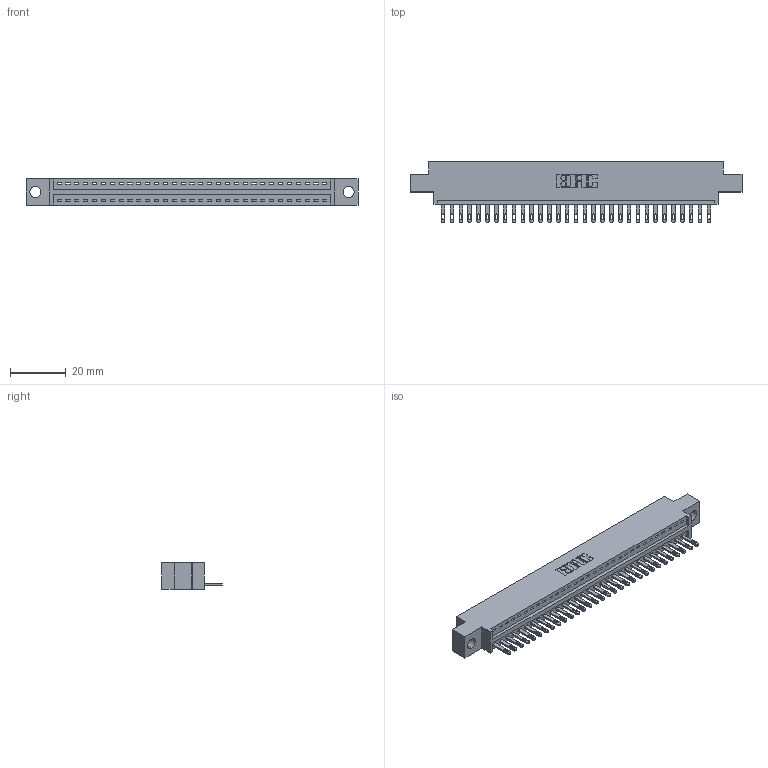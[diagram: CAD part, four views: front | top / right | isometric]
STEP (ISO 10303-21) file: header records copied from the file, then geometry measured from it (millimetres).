
FILE_DESCRIPTION (( 'STEP AP203' ), '1' );
FILE_NAME ('896-031-500-604.STEP', '2021-07-27T19:05:25', ( '' ), ( '' ), 'SwSTEP 2.0', 'SolidWorks 2020', '' );
FILE_SCHEMA (( 'CONFIG_CONTROL_DESIGN' ));
Length unit declared in the file: inch
Products named in the file (3): 345-292-001_345-293-100; 896-031-500-604; 846 Part_0.170 Offset - 0.156 Dia-TH
Assembly tree (32 placements, depth 2):
  896-031-500-604
    846 Part_0.170 Offset - 0.156 Dia-TH
    345-292-001_345-293-100  x31
Bounding box: 119 x 21.84 x 9.4 mm (x, y, z)
Volume: 11091.8 mm3; surface area: 13782.1 mm2
Topology: 32 solids, 32 shells, 1800 faces, 5549 edges, 3698 vertices
Faces by surface type: plane 1134, cylinder 666
Entity records: 20785 total; most frequent: CARTESIAN_POINT 3573, ORIENTED_EDGE 3538, DIRECTION 3167, EDGE_CURVE 1769, VECTOR 1509, LINE 1509, VERTEX_POINT 1178, AXIS2_PLACEMENT_3D 829
